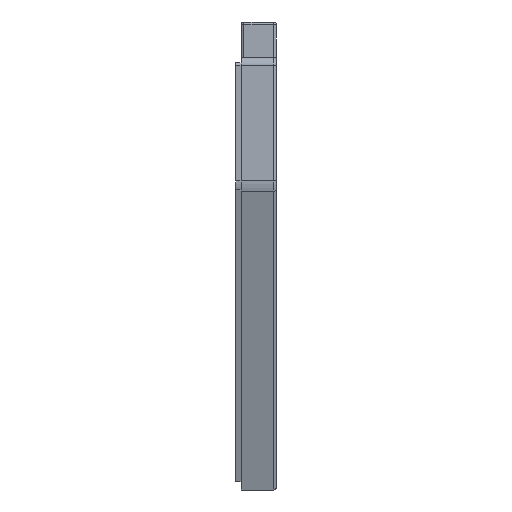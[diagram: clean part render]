
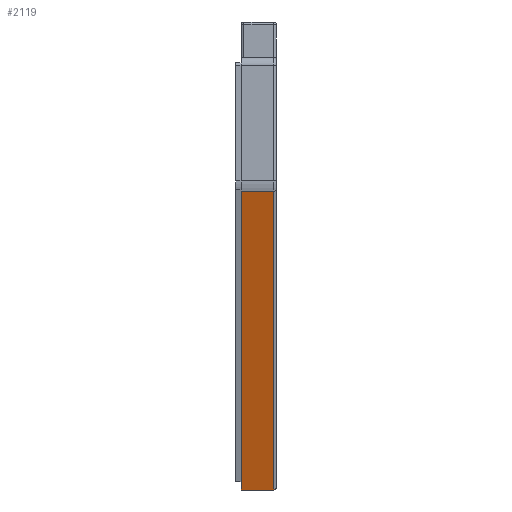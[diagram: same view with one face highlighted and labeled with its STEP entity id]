
A CAD part, left-side view. The second image highlights one B-rep face of the part: STEP entity #2119.
In plain terms, the highlighted planar face has unit normal (-0.951, 0, -0.31).
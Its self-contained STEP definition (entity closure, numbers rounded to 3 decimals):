
#92=PLANE('',#2306);
#184=FACE_OUTER_BOUND('',#316,.T.);
#316=EDGE_LOOP('',(#1667,#1668,#1669,#1670));
#490=LINE('',#3353,#704);
#506=LINE('',#3405,#720);
#507=LINE('',#3408,#721);
#508=LINE('',#3409,#722);
#704=VECTOR('',#2685,10.);
#720=VECTOR('',#2745,10.);
#721=VECTOR('',#2748,10.);
#722=VECTOR('',#2749,10.);
#995=VERTEX_POINT('',#3351);
#996=VERTEX_POINT('',#3352);
#1010=VERTEX_POINT('',#3403);
#1011=VERTEX_POINT('',#3407);
#1232=EDGE_CURVE('',#995,#996,#490,.T.);
#1259=EDGE_CURVE('',#996,#1010,#506,.T.);
#1260=EDGE_CURVE('',#1010,#1011,#507,.T.);
#1261=EDGE_CURVE('',#995,#1011,#508,.T.);
#1667=ORIENTED_EDGE('',*,*,#1232,.T.);
#1668=ORIENTED_EDGE('',*,*,#1259,.T.);
#1669=ORIENTED_EDGE('',*,*,#1260,.T.);
#1670=ORIENTED_EDGE('',*,*,#1261,.F.);
#2119=ADVANCED_FACE('',(#184),#92,.F.);
#2306=AXIS2_PLACEMENT_3D('',#3406,#2746,#2747);
#2685=DIRECTION('',(-0.31,0.,0.951));
#2745=DIRECTION('',(0.,1.,0.));
#2746=DIRECTION('center_axis',(0.951,0.,0.31));
#2747=DIRECTION('ref_axis',(0.31,0.,-0.951));
#2748=DIRECTION('',(0.31,0.,-0.951));
#2749=DIRECTION('',(0.,1.,0.));
#3351=CARTESIAN_POINT('',(-37.104,1.,-112.));
#3352=CARTESIAN_POINT('',(-72.909,1.,-2.13));
#3353=CARTESIAN_POINT('',(-67.657,1.,-18.245));
#3403=CARTESIAN_POINT('',(-72.909,13.,-2.13));
#3405=CARTESIAN_POINT('',(-72.909,0.,-2.13));
#3406=CARTESIAN_POINT('Origin',(-72.909,0.,-2.13));
#3407=CARTESIAN_POINT('',(-37.104,13.,-112.));
#3408=CARTESIAN_POINT('',(-37.104,13.,-112.));
#3409=CARTESIAN_POINT('',(-37.104,0.,-112.));
